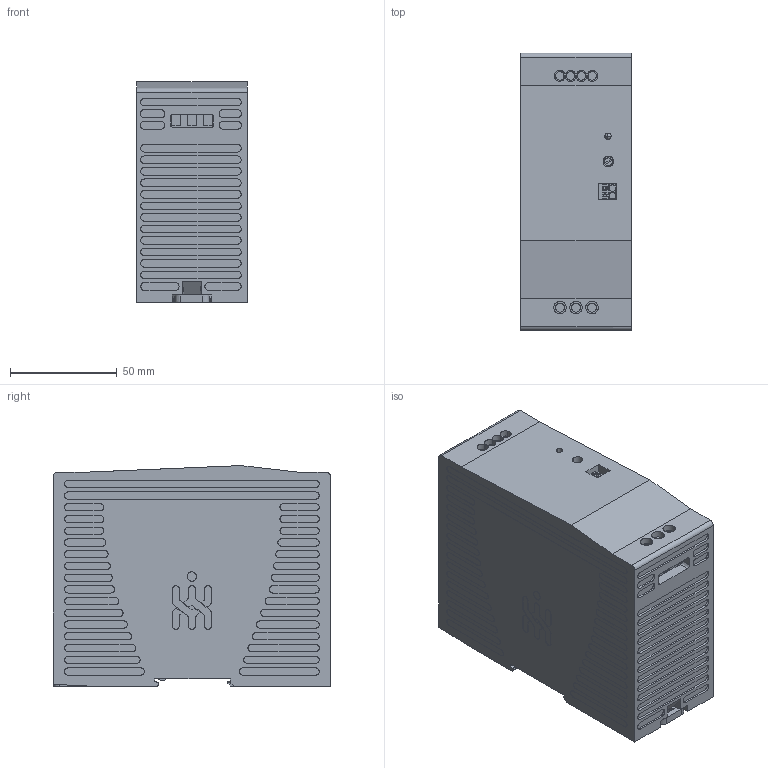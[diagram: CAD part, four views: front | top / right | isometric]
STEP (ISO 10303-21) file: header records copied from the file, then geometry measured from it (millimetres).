
FILE_DESCRIPTION(('CATIA V5R22 STEP214','CAx-IF Rec.Pracs.--- Model Styling and Organization---1.4--- 2014-01-23'),'2;1');
FILE_NAME ('1386639-1_0_2838460000_S3D_2838460000_240W.stp','2022-05-25T14:00:26+00:00',('none'),('Weidmueller'),'CATIA Version 5-6 Release 2016 SP3 HF44','CATIA V5 STEP AP214','none');
FILE_SCHEMA(('AUTOMOTIVE_DESIGN { 1 0 10303 214 1 1 1 1 }'));
Length unit declared in the file: millimetre
Products named in the file (1): 240W
Bounding box: 52 x 130.1 x 103.56 mm (x, y, z)
Volume: 670514.7 mm3; surface area: 61833.1 mm2
Topology: 7 solids, 7 shells, 952 faces, 2520 edges, 1681 vertices
Faces by surface type: plane 604, cylinder 187, bspline 117, extrusion 36, cone 4, sphere 4
Entity records: 36302 total; most frequent: CARTESIAN_POINT 14290, ORIENTED_EDGE 5032, DIRECTION 3463, EDGE_CURVE 2516, VECTOR 1703, VERTEX_POINT 1681, LINE 1667, EDGE_LOOP 1063
